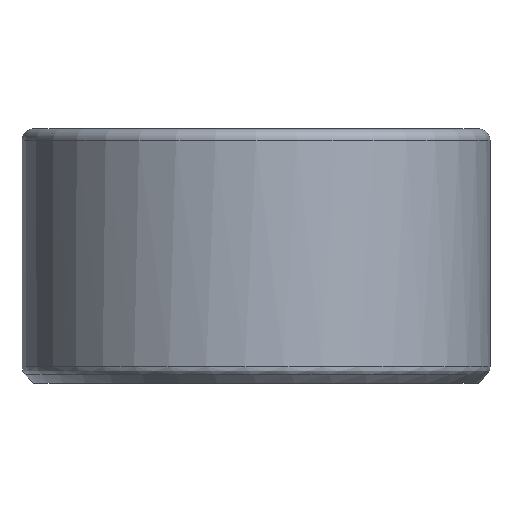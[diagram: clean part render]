
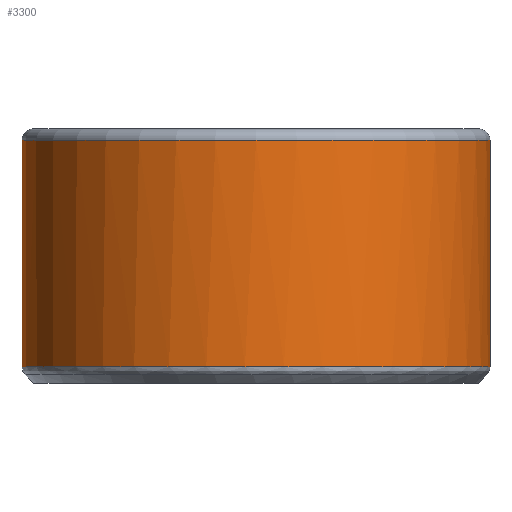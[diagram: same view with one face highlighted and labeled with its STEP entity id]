
A CAD part, front view. The second image highlights one B-rep face of the part: STEP entity #3300.
In plain terms, the highlighted cylindrical face has radius 20.25 mm (diameter 40.5 mm), a full revolution.
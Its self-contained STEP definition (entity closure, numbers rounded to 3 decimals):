
#484 = ( BOUNDED_SURFACE() B_SPLINE_SURFACE(2,14,(
    (#485,#486,#487,#488,#489,#490,#491,#492,#493,#494,#495,#496,#497
      ,#498,#499)
    ,(#500,#501,#502,#503,#504,#505,#506,#507,#508,#509,#510,#511,#512
      ,#513,#514)
    ,(#515,#516,#517,#518,#519,#520,#521,#522,#523,#524,#525,#526,#527
      ,#528,#529
)),.UNSPECIFIED.,.F.,.T.,.F.) B_SPLINE_SURFACE_WITH_KNOTS((3,3),(15,15),
  (0.,127.235),(0.,127.235),
.PIECEWISE_BEZIER_KNOTS.) GEOMETRIC_REPRESENTATION_ITEM() 
RATIONAL_B_SPLINE_SURFACE((
    (1.,1.,1.,1.,1.,1.
      ,1.,1.,1.,1.
      ,1.,1.,1.,1.,1.)
    ,(0.924,0.924,0.924,0.924
      ,0.924,0.924,0.924,0.924
      ,0.924,0.924,0.924,0.924
      ,0.924,0.924,0.924)
    ,(1.,1.,1.,1.,1.,1.
      ,1.,1.,1.,1.
      ,1.,1.,1.,1.,1.
))) REPRESENTATION_ITEM('') SURFACE() );
#485 = CARTESIAN_POINT('',(20.25,0.,1.414));
#486 = CARTESIAN_POINT('',(20.25,8.957,1.414
    ));
#487 = CARTESIAN_POINT('',(15.984,18.104,
    1.414));
#488 = CARTESIAN_POINT('',(7.152,25.058,1.414
    ));
#489 = CARTESIAN_POINT('',(-4.894,27.344,
    1.414));
#490 = CARTESIAN_POINT('',(-17.372,22.819,
    1.414));
#491 = CARTESIAN_POINT('',(-25.744,13.859,
    1.414));
#492 = CARTESIAN_POINT('',(-31.039,0.,
    1.414));
#493 = CARTESIAN_POINT('',(-25.744,-13.859,
    1.414));
#494 = CARTESIAN_POINT('',(-17.372,-22.819,
    1.414));
#495 = CARTESIAN_POINT('',(-4.894,-27.344,
    1.414));
#496 = CARTESIAN_POINT('',(7.152,-25.058,1.414
    ));
#497 = CARTESIAN_POINT('',(15.984,-18.104,
    1.414));
#498 = CARTESIAN_POINT('',(20.25,-8.957,
    1.414));
#499 = CARTESIAN_POINT('',(20.25,0.,1.414));
#500 = CARTESIAN_POINT('',(20.25,0.,1.));
#501 = CARTESIAN_POINT('',(20.25,8.957,1.));
#502 = CARTESIAN_POINT('',(15.984,18.104,1.));
#503 = CARTESIAN_POINT('',(7.152,25.058,1.));
#504 = CARTESIAN_POINT('',(-4.894,27.344,1.));
#505 = CARTESIAN_POINT('',(-17.372,22.819,1.));
#506 = CARTESIAN_POINT('',(-25.744,13.859,1.
    ));
#507 = CARTESIAN_POINT('',(-31.039,0.,
    1.));
#508 = CARTESIAN_POINT('',(-25.744,-13.859,
    1.));
#509 = CARTESIAN_POINT('',(-17.372,-22.819,
    1.));
#510 = CARTESIAN_POINT('',(-4.894,-27.344,
    1.));
#511 = CARTESIAN_POINT('',(7.152,-25.058,1.));
#512 = CARTESIAN_POINT('',(15.984,-18.104,1.));
#513 = CARTESIAN_POINT('',(20.25,-8.957,1.));
#514 = CARTESIAN_POINT('',(20.25,0.,1.));
#515 = CARTESIAN_POINT('',(19.957,0.,0.707));
#516 = CARTESIAN_POINT('',(19.957,8.827,0.707
    ));
#517 = CARTESIAN_POINT('',(15.753,17.842,0.707
    ));
#518 = CARTESIAN_POINT('',(7.049,24.695,0.707
    ));
#519 = CARTESIAN_POINT('',(-4.823,26.949,
    0.707));
#520 = CARTESIAN_POINT('',(-17.121,22.489,0.707
    ));
#521 = CARTESIAN_POINT('',(-25.371,13.659,0.707)
  );
#522 = CARTESIAN_POINT('',(-30.59,0.,
    0.707));
#523 = CARTESIAN_POINT('',(-25.371,-13.659,
    0.707));
#524 = CARTESIAN_POINT('',(-17.121,-22.489,0.707
    ));
#525 = CARTESIAN_POINT('',(-4.823,-26.949,0.707)
  );
#526 = CARTESIAN_POINT('',(7.049,-24.695,0.707
    ));
#527 = CARTESIAN_POINT('',(15.753,-17.842,
    0.707));
#528 = CARTESIAN_POINT('',(19.957,-8.827,
    0.707));
#529 = CARTESIAN_POINT('',(19.957,0.,
    0.707));
#1753 = VERTEX_POINT('',#1754);
#1754 = CARTESIAN_POINT('',(20.25,0.,1.414));
#1775 = EDGE_CURVE('',#1753,#1753,#1776,.T.);
#1776 = SURFACE_CURVE('',#1777,(#1793,#1800),.PCURVE_S1.);
#1777 = ( BOUNDED_CURVE() B_SPLINE_CURVE(14,(#1778,#1779,#1780,#1781,
    #1782,#1783,#1784,#1785,#1786,#1787,#1788,#1789,#1790,#1791,#1792),
.UNSPECIFIED.,.T.,.F.) B_SPLINE_CURVE_WITH_KNOTS((15,15),(
0.,127.235),.PIECEWISE_BEZIER_KNOTS.) CURVE() 
GEOMETRIC_REPRESENTATION_ITEM() RATIONAL_B_SPLINE_CURVE((1.,1.,
    1.,1.,1.,1.,
    1.,1.,1.,1.,
    1.,1.,1.,1.,1.)) 
REPRESENTATION_ITEM('') );
#1778 = CARTESIAN_POINT('',(20.25,0.,1.414));
#1779 = CARTESIAN_POINT('',(20.25,8.957,
    1.414));
#1780 = CARTESIAN_POINT('',(15.984,18.104,
    1.414));
#1781 = CARTESIAN_POINT('',(7.152,25.058,
    1.414));
#1782 = CARTESIAN_POINT('',(-4.894,27.344,
    1.414));
#1783 = CARTESIAN_POINT('',(-17.372,22.819,
    1.414));
#1784 = CARTESIAN_POINT('',(-25.744,13.859,
    1.414));
#1785 = CARTESIAN_POINT('',(-31.039,0.,
    1.414));
#1786 = CARTESIAN_POINT('',(-25.744,-13.859,
    1.414));
#1787 = CARTESIAN_POINT('',(-17.372,-22.819,
    1.414));
#1788 = CARTESIAN_POINT('',(-4.894,-27.344,
    1.414));
#1789 = CARTESIAN_POINT('',(7.152,-25.058,
    1.414));
#1790 = CARTESIAN_POINT('',(15.984,-18.104,
    1.414));
#1791 = CARTESIAN_POINT('',(20.25,-8.957,
    1.414));
#1792 = CARTESIAN_POINT('',(20.25,0.,1.414));
#1793 = PCURVE('',#484,#1794);
#1794 = DEFINITIONAL_REPRESENTATION('',(#1795),#1799);
#1795 = LINE('',#1796,#1797);
#1796 = CARTESIAN_POINT('',(0.,0.));
#1797 = VECTOR('',#1798,1.);
#1798 = DIRECTION('',(0.,1.));
#1799 = ( GEOMETRIC_REPRESENTATION_CONTEXT(2) 
PARAMETRIC_REPRESENTATION_CONTEXT() REPRESENTATION_CONTEXT('2D SPACE',''
  ) );
#1800 = PCURVE('',#1801,#1806);
#1801 = CYLINDRICAL_SURFACE('',#1802,20.25);
#1802 = AXIS2_PLACEMENT_3D('',#1803,#1804,#1805);
#1803 = CARTESIAN_POINT('',(0.,0.,0.));
#1804 = DIRECTION('',(-0.,-0.,-1.));
#1805 = DIRECTION('',(1.,0.,0.));
#1806 = DEFINITIONAL_REPRESENTATION('',(#1807),#1828);
#1807 = B_SPLINE_CURVE_WITH_KNOTS('',10,(#1808,#1809,#1810,#1811,#1812,
    #1813,#1814,#1815,#1816,#1817,#1818,#1819,#1820,#1821,#1822,#1823,
    #1824,#1825,#1826,#1827),.UNSPECIFIED.,.F.,.F.,(11,9,11),(
    0.,63.617,127.235),.UNSPECIFIED.);
#1808 = CARTESIAN_POINT('',(0.,-1.414));
#1809 = CARTESIAN_POINT('',(-0.31,-1.414));
#1810 = CARTESIAN_POINT('',(-0.624,-1.414));
#1811 = CARTESIAN_POINT('',(-0.94,-1.414));
#1812 = CARTESIAN_POINT('',(-1.256,-1.414));
#1813 = CARTESIAN_POINT('',(-1.57,-1.414));
#1814 = CARTESIAN_POINT('',(-1.885,-1.414));
#1815 = CARTESIAN_POINT('',(-2.199,-1.414));
#1816 = CARTESIAN_POINT('',(-2.513,-1.414));
#1817 = CARTESIAN_POINT('',(-2.827,-1.414));
#1818 = CARTESIAN_POINT('',(-3.456,-1.414));
#1819 = CARTESIAN_POINT('',(-3.77,-1.414));
#1820 = CARTESIAN_POINT('',(-4.084,-1.414));
#1821 = CARTESIAN_POINT('',(-4.398,-1.414));
#1822 = CARTESIAN_POINT('',(-4.713,-1.414));
#1823 = CARTESIAN_POINT('',(-5.027,-1.414));
#1824 = CARTESIAN_POINT('',(-5.343,-1.414));
#1825 = CARTESIAN_POINT('',(-5.659,-1.414));
#1826 = CARTESIAN_POINT('',(-5.974,-1.414));
#1827 = CARTESIAN_POINT('',(-6.283,-1.414));
#1828 = ( GEOMETRIC_REPRESENTATION_CONTEXT(2) 
PARAMETRIC_REPRESENTATION_CONTEXT() REPRESENTATION_CONTEXT('2D SPACE',''
  ) );
#3300 = ADVANCED_FACE('',(#3301),#1801,.T.);
#3301 = FACE_BOUND('',#3302,.F.);
#3302 = EDGE_LOOP('',(#3303,#3326,#3353,#3354));
#3303 = ORIENTED_EDGE('',*,*,#3304,.T.);
#3304 = EDGE_CURVE('',#1753,#3305,#3307,.T.);
#3305 = VERTEX_POINT('',#3306);
#3306 = CARTESIAN_POINT('',(20.25,0.,21.));
#3307 = SEAM_CURVE('',#3308,(#3312,#3319),.PCURVE_S1.);
#3308 = LINE('',#3309,#3310);
#3309 = CARTESIAN_POINT('',(20.25,0.,0.));
#3310 = VECTOR('',#3311,1.);
#3311 = DIRECTION('',(0.,0.,1.));
#3312 = PCURVE('',#1801,#3313);
#3313 = DEFINITIONAL_REPRESENTATION('',(#3314),#3318);
#3314 = LINE('',#3315,#3316);
#3315 = CARTESIAN_POINT('',(-0.,0.));
#3316 = VECTOR('',#3317,1.);
#3317 = DIRECTION('',(-0.,-1.));
#3318 = ( GEOMETRIC_REPRESENTATION_CONTEXT(2) 
PARAMETRIC_REPRESENTATION_CONTEXT() REPRESENTATION_CONTEXT('2D SPACE',''
  ) );
#3319 = PCURVE('',#1801,#3320);
#3320 = DEFINITIONAL_REPRESENTATION('',(#3321),#3325);
#3321 = LINE('',#3322,#3323);
#3322 = CARTESIAN_POINT('',(-6.283,0.));
#3323 = VECTOR('',#3324,1.);
#3324 = DIRECTION('',(-0.,-1.));
#3325 = ( GEOMETRIC_REPRESENTATION_CONTEXT(2) 
PARAMETRIC_REPRESENTATION_CONTEXT() REPRESENTATION_CONTEXT('2D SPACE',''
  ) );
#3326 = ORIENTED_EDGE('',*,*,#3327,.T.);
#3327 = EDGE_CURVE('',#3305,#3305,#3328,.T.);
#3328 = SURFACE_CURVE('',#3329,(#3334,#3341),.PCURVE_S1.);
#3329 = CIRCLE('',#3330,20.25);
#3330 = AXIS2_PLACEMENT_3D('',#3331,#3332,#3333);
#3331 = CARTESIAN_POINT('',(0.,0.,21.));
#3332 = DIRECTION('',(0.,0.,1.));
#3333 = DIRECTION('',(1.,0.,-0.));
#3334 = PCURVE('',#1801,#3335);
#3335 = DEFINITIONAL_REPRESENTATION('',(#3336),#3340);
#3336 = LINE('',#3337,#3338);
#3337 = CARTESIAN_POINT('',(-0.,-21.));
#3338 = VECTOR('',#3339,1.);
#3339 = DIRECTION('',(-1.,0.));
#3340 = ( GEOMETRIC_REPRESENTATION_CONTEXT(2) 
PARAMETRIC_REPRESENTATION_CONTEXT() REPRESENTATION_CONTEXT('2D SPACE',''
  ) );
#3341 = PCURVE('',#3342,#3347);
#3342 = TOROIDAL_SURFACE('',#3343,19.25,1.);
#3343 = AXIS2_PLACEMENT_3D('',#3344,#3345,#3346);
#3344 = CARTESIAN_POINT('',(0.,0.,21.));
#3345 = DIRECTION('',(0.,0.,1.));
#3346 = DIRECTION('',(1.,0.,-0.));
#3347 = DEFINITIONAL_REPRESENTATION('',(#3348),#3352);
#3348 = LINE('',#3349,#3350);
#3349 = CARTESIAN_POINT('',(0.,0.));
#3350 = VECTOR('',#3351,1.);
#3351 = DIRECTION('',(1.,0.));
#3352 = ( GEOMETRIC_REPRESENTATION_CONTEXT(2) 
PARAMETRIC_REPRESENTATION_CONTEXT() REPRESENTATION_CONTEXT('2D SPACE',''
  ) );
#3353 = ORIENTED_EDGE('',*,*,#3304,.F.);
#3354 = ORIENTED_EDGE('',*,*,#1775,.F.);
